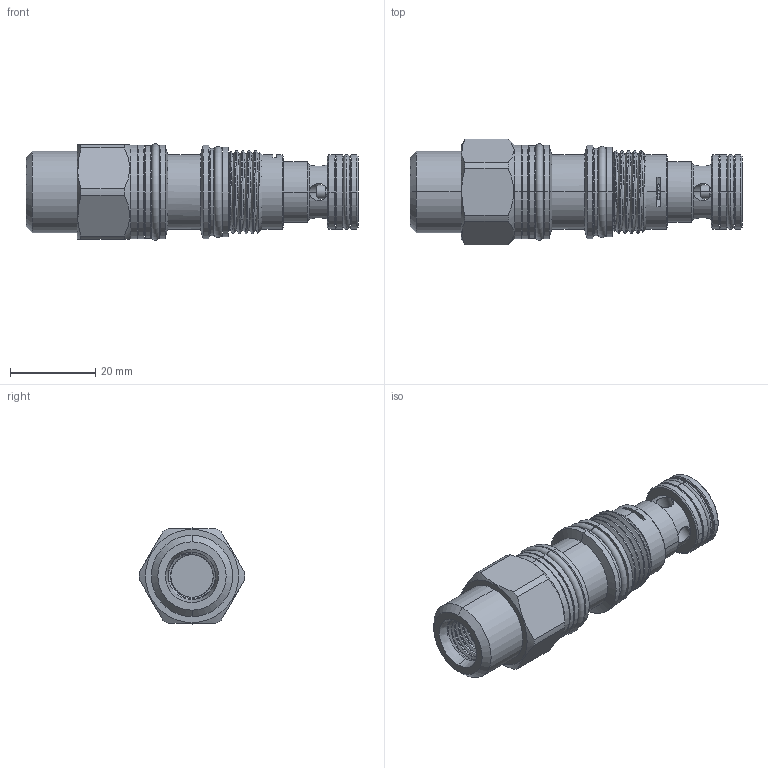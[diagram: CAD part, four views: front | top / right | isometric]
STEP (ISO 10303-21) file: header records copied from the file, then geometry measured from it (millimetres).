
FILE_DESCRIPTION (( 'STEP AP214' ), '1' );
FILE_NAME ('CK11A3C-S04.STEP', '2016-04-15T00:21:42', ( '' ), ( '' ), 'SwSTEP 2.0', 'SolidWorks 2012', '' );
FILE_SCHEMA (( 'AUTOMOTIVE_DESIGN' ));
Length unit declared in the file: millimetre
Products named in the file (1): CK11A3C-S04
Bounding box: 77.8 x 24.79 x 22.55 mm (x, y, z)
Volume: 19512.9 mm3; surface area: 10651.4 mm2
Topology: 5 solids, 5 shells, 280 faces, 650 edges, 387 vertices
Faces by surface type: cylinder 120, cone 67, torus 43, plane 39, bspline 9, sphere 2
Entity records: 15013 total; most frequent: CARTESIAN_POINT 5664, DIRECTION 1350, ORIENTED_EDGE 1296, EDGE_CURVE 648, AXIS2_PLACEMENT_3D 580, VERTEX_POINT 387, CIRCLE 308, EDGE_LOOP 307
